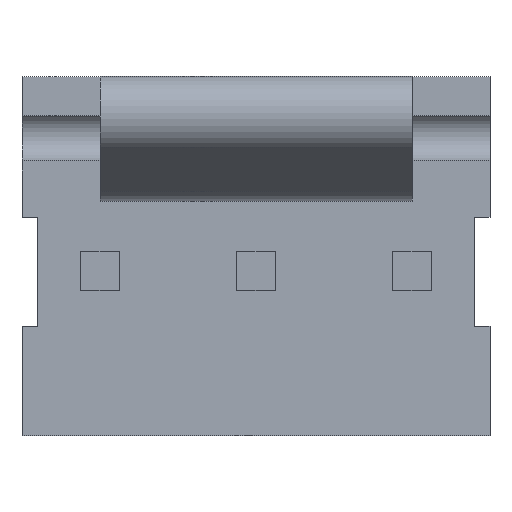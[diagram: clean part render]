
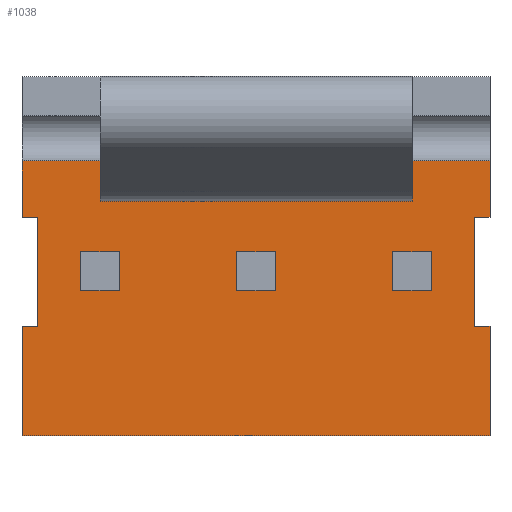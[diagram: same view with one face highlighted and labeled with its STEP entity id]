
A CAD part, top view. The second image highlights one B-rep face of the part: STEP entity #1038.
In plain terms, the highlighted planar face has unit normal (0, 0, 1).
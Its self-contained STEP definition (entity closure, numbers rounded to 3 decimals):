
#6=DIRECTION('',(0.,-1.,0.));
#7=VECTOR('',#6,1.778);
#8=CARTESIAN_POINT('',(-3.81,-0.889,0.));
#9=LINE('',#8,#7);
#65=DIRECTION('',(0.,-1.,0.));
#66=VECTOR('',#65,0.914);
#67=CARTESIAN_POINT('',(-3.81,1.803,0.));
#68=LINE('',#67,#66);
#169=DIRECTION('',(0.,1.,0.));
#170=VECTOR('',#169,0.622);
#171=CARTESIAN_POINT('',(-2.851,-0.311,0.));
#172=LINE('',#171,#170);
#173=DIRECTION('',(1.,0.,0.));
#174=VECTOR('',#173,0.622);
#175=CARTESIAN_POINT('',(-2.851,-0.311,0.));
#176=LINE('',#175,#174);
#177=DIRECTION('',(0.,1.,0.));
#178=VECTOR('',#177,0.622);
#179=CARTESIAN_POINT('',(-2.229,-0.311,0.));
#180=LINE('',#179,#178);
#181=DIRECTION('',(1.,0.,0.));
#182=VECTOR('',#181,0.622);
#183=CARTESIAN_POINT('',(-2.851,0.311,0.));
#184=LINE('',#183,#182);
#185=DIRECTION('',(0.,1.,0.));
#186=VECTOR('',#185,0.622);
#187=CARTESIAN_POINT('',(-0.311,-0.311,0.));
#188=LINE('',#187,#186);
#189=DIRECTION('',(1.,0.,0.));
#190=VECTOR('',#189,0.622);
#191=CARTESIAN_POINT('',(-0.311,-0.311,0.));
#192=LINE('',#191,#190);
#193=DIRECTION('',(0.,1.,0.));
#194=VECTOR('',#193,0.622);
#195=CARTESIAN_POINT('',(0.311,-0.311,0.));
#196=LINE('',#195,#194);
#197=DIRECTION('',(1.,0.,0.));
#198=VECTOR('',#197,0.622);
#199=CARTESIAN_POINT('',(-0.311,0.311,0.));
#200=LINE('',#199,#198);
#201=DIRECTION('',(-1.,0.,0.));
#202=VECTOR('',#201,0.254);
#203=CARTESIAN_POINT('',(3.81,0.889,0.));
#204=LINE('',#203,#202);
#205=DIRECTION('',(0.,-1.,0.));
#206=VECTOR('',#205,1.778);
#207=CARTESIAN_POINT('',(3.556,0.889,0.));
#208=LINE('',#207,#206);
#209=DIRECTION('',(-1.,0.,0.));
#210=VECTOR('',#209,0.254);
#211=CARTESIAN_POINT('',(3.81,-0.889,0.));
#212=LINE('',#211,#210);
#213=DIRECTION('',(1.,0.,0.));
#214=VECTOR('',#213,0.254);
#215=CARTESIAN_POINT('',(-3.81,-0.889,0.));
#216=LINE('',#215,#214);
#217=DIRECTION('',(0.,1.,0.));
#218=VECTOR('',#217,1.778);
#219=CARTESIAN_POINT('',(-3.556,-0.889,0.));
#220=LINE('',#219,#218);
#221=DIRECTION('',(1.,0.,0.));
#222=VECTOR('',#221,0.254);
#223=CARTESIAN_POINT('',(-3.81,0.889,0.));
#224=LINE('',#223,#222);
#225=DIRECTION('',(1.,0.,0.));
#226=VECTOR('',#225,7.62);
#227=CARTESIAN_POINT('',(-3.81,1.803,0.));
#228=LINE('',#227,#226);
#229=DIRECTION('',(0.,1.,0.));
#230=VECTOR('',#229,0.622);
#231=CARTESIAN_POINT('',(2.229,-0.311,0.));
#232=LINE('',#231,#230);
#233=DIRECTION('',(1.,0.,0.));
#234=VECTOR('',#233,0.622);
#235=CARTESIAN_POINT('',(2.229,-0.311,0.));
#236=LINE('',#235,#234);
#237=DIRECTION('',(0.,1.,0.));
#238=VECTOR('',#237,0.622);
#239=CARTESIAN_POINT('',(2.851,-0.311,0.));
#240=LINE('',#239,#238);
#241=DIRECTION('',(1.,0.,0.));
#242=VECTOR('',#241,0.622);
#243=CARTESIAN_POINT('',(2.229,0.311,0.));
#244=LINE('',#243,#242);
#353=DIRECTION('',(0.,-1.,0.));
#354=VECTOR('',#353,0.914);
#355=CARTESIAN_POINT('',(3.81,1.803,0.));
#356=LINE('',#355,#354);
#412=DIRECTION('',(0.,-1.,0.));
#413=VECTOR('',#412,1.778);
#414=CARTESIAN_POINT('',(3.81,-0.889,0.));
#415=LINE('',#414,#413);
#548=DIRECTION('',(1.,0.,0.));
#549=VECTOR('',#548,7.62);
#550=CARTESIAN_POINT('',(-3.81,-2.667,0.));
#551=LINE('',#550,#549);
#628=CARTESIAN_POINT('',(-3.81,1.803,0.));
#629=VERTEX_POINT('',#628);
#630=CARTESIAN_POINT('',(-3.81,-2.667,0.));
#632=VERTEX_POINT('',#630);
#648=CARTESIAN_POINT('',(3.81,1.803,0.));
#649=VERTEX_POINT('',#648);
#650=CARTESIAN_POINT('',(3.81,-2.667,0.));
#652=VERTEX_POINT('',#650);
#700=CARTESIAN_POINT('',(-3.81,-0.889,0.));
#702=VERTEX_POINT('',#700);
#704=CARTESIAN_POINT('',(-3.81,0.889,0.));
#706=VERTEX_POINT('',#704);
#708=CARTESIAN_POINT('',(3.81,0.889,0.));
#710=VERTEX_POINT('',#708);
#712=CARTESIAN_POINT('',(3.81,-0.889,0.));
#714=VERTEX_POINT('',#712);
#716=CARTESIAN_POINT('',(3.556,0.889,0.));
#717=VERTEX_POINT('',#716);
#718=CARTESIAN_POINT('',(3.556,-0.889,0.));
#719=VERTEX_POINT('',#718);
#720=CARTESIAN_POINT('',(-3.556,-0.889,0.));
#721=VERTEX_POINT('',#720);
#722=CARTESIAN_POINT('',(-3.556,0.889,0.));
#723=VERTEX_POINT('',#722);
#740=CARTESIAN_POINT('',(2.229,-0.311,0.));
#741=CARTESIAN_POINT('',(2.229,0.311,0.));
#742=VERTEX_POINT('',#740);
#743=VERTEX_POINT('',#741);
#744=CARTESIAN_POINT('',(2.851,-0.311,0.));
#745=CARTESIAN_POINT('',(2.851,0.311,0.));
#746=VERTEX_POINT('',#744);
#747=VERTEX_POINT('',#745);
#772=CARTESIAN_POINT('',(-0.311,-0.311,0.));
#773=CARTESIAN_POINT('',(-0.311,0.311,0.));
#774=VERTEX_POINT('',#772);
#775=VERTEX_POINT('',#773);
#776=CARTESIAN_POINT('',(0.311,-0.311,0.));
#777=CARTESIAN_POINT('',(0.311,0.311,0.));
#778=VERTEX_POINT('',#776);
#779=VERTEX_POINT('',#777);
#804=CARTESIAN_POINT('',(-2.851,-0.311,0.));
#805=CARTESIAN_POINT('',(-2.851,0.311,0.));
#806=VERTEX_POINT('',#804);
#807=VERTEX_POINT('',#805);
#808=CARTESIAN_POINT('',(-2.229,-0.311,0.));
#809=CARTESIAN_POINT('',(-2.229,0.311,0.));
#810=VERTEX_POINT('',#808);
#811=VERTEX_POINT('',#809);
#981=CARTESIAN_POINT('',(-3.81,1.803,0.));
#982=DIRECTION('',(0.,0.,1.));
#983=DIRECTION('',(0.,-1.,0.));
#984=AXIS2_PLACEMENT_3D('',#981,#982,#983);
#985=PLANE('',#984);
#987=ORIENTED_EDGE('',*,*,#986,.T.);
#989=ORIENTED_EDGE('',*,*,#988,.T.);
#991=ORIENTED_EDGE('',*,*,#990,.F.);
#993=ORIENTED_EDGE('',*,*,#992,.T.);
#995=ORIENTED_EDGE('',*,*,#994,.F.);
#996=ORIENTED_EDGE('',*,*,#835,.F.);
#997=ORIENTED_EDGE('',*,*,#886,.T.);
#999=ORIENTED_EDGE('',*,*,#998,.T.);
#1001=ORIENTED_EDGE('',*,*,#1000,.F.);
#1002=ORIENTED_EDGE('',*,*,#871,.F.);
#1004=ORIENTED_EDGE('',*,*,#1003,.T.);
#1006=ORIENTED_EDGE('',*,*,#1005,.T.);
#1007=EDGE_LOOP('',(#987,#989,#991,#993,#995,#996,#997,#999,#1001,#1002,#1004,
#1006));
#1008=FACE_OUTER_BOUND('',#1007,.F.);
#1010=ORIENTED_EDGE('',*,*,#1009,.F.);
#1012=ORIENTED_EDGE('',*,*,#1011,.T.);
#1014=ORIENTED_EDGE('',*,*,#1013,.T.);
#1016=ORIENTED_EDGE('',*,*,#1015,.F.);
#1017=EDGE_LOOP('',(#1010,#1012,#1014,#1016));
#1018=FACE_BOUND('',#1017,.F.);
#1019=ORIENTED_EDGE('',*,*,#955,.F.);
#1021=ORIENTED_EDGE('',*,*,#1020,.T.);
#1023=ORIENTED_EDGE('',*,*,#1022,.T.);
#1025=ORIENTED_EDGE('',*,*,#1024,.F.);
#1026=EDGE_LOOP('',(#1019,#1021,#1023,#1025));
#1027=FACE_BOUND('',#1026,.F.);
#1029=ORIENTED_EDGE('',*,*,#1028,.F.);
#1031=ORIENTED_EDGE('',*,*,#1030,.T.);
#1033=ORIENTED_EDGE('',*,*,#1032,.T.);
#1035=ORIENTED_EDGE('',*,*,#1034,.F.);
#1036=EDGE_LOOP('',(#1029,#1031,#1033,#1035));
#1037=FACE_BOUND('',#1036,.F.);
#835=EDGE_CURVE('',#702,#632,#9,.T.);
#871=EDGE_CURVE('',#629,#706,#68,.T.);
#886=EDGE_CURVE('',#702,#721,#216,.T.);
#955=EDGE_CURVE('',#806,#807,#172,.T.);
#986=EDGE_CURVE('',#710,#717,#204,.T.);
#988=EDGE_CURVE('',#717,#719,#208,.T.);
#990=EDGE_CURVE('',#714,#719,#212,.T.);
#992=EDGE_CURVE('',#714,#652,#415,.T.);
#994=EDGE_CURVE('',#632,#652,#551,.T.);
#998=EDGE_CURVE('',#721,#723,#220,.T.);
#1000=EDGE_CURVE('',#706,#723,#224,.T.);
#1003=EDGE_CURVE('',#629,#649,#228,.T.);
#1005=EDGE_CURVE('',#649,#710,#356,.T.);
#1009=EDGE_CURVE('',#774,#775,#188,.T.);
#1011=EDGE_CURVE('',#774,#778,#192,.T.);
#1013=EDGE_CURVE('',#778,#779,#196,.T.);
#1015=EDGE_CURVE('',#775,#779,#200,.T.);
#1020=EDGE_CURVE('',#806,#810,#176,.T.);
#1022=EDGE_CURVE('',#810,#811,#180,.T.);
#1024=EDGE_CURVE('',#807,#811,#184,.T.);
#1028=EDGE_CURVE('',#742,#743,#232,.T.);
#1030=EDGE_CURVE('',#742,#746,#236,.T.);
#1032=EDGE_CURVE('',#746,#747,#240,.T.);
#1034=EDGE_CURVE('',#743,#747,#244,.T.);
#1038=ADVANCED_FACE('',(#1008,#1018,#1027,#1037),#985,.T.);
